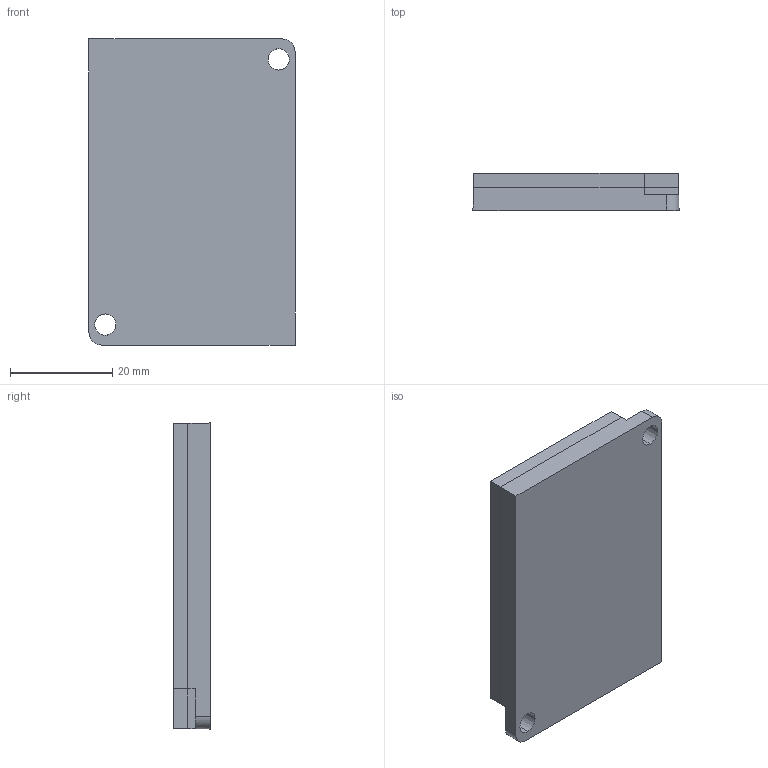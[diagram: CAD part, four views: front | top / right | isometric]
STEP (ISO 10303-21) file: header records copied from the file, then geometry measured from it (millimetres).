
FILE_DESCRIPTION (( 'STEP AP203' ), '1' );
FILE_NAME ('14064500d.STEP', '2022-11-28T13:01:16', ( '' ), ( '' ), 'SwSTEP 2.0', 'SolidWorks 2021', '' );
FILE_SCHEMA (( 'CONFIG_CONTROL_DESIGN' ));
Length unit declared in the file: millimetre
Products named in the file (1): 14064500d
Bounding box: 40.4 x 7.2 x 60 mm (x, y, z)
Volume: 16840.6 mm3; surface area: 6287 mm2
Topology: 1 solids, 1 shells, 26 faces, 64 edges, 40 vertices
Faces by surface type: plane 20, cone 4, cylinder 2
Entity records: 837 total; most frequent: CARTESIAN_POINT 143, ORIENTED_EDGE 128, DIRECTION 122, EDGE_CURVE 64, VECTOR 52, LINE 52, VERTEX_POINT 40, AXIS2_PLACEMENT_3D 35
